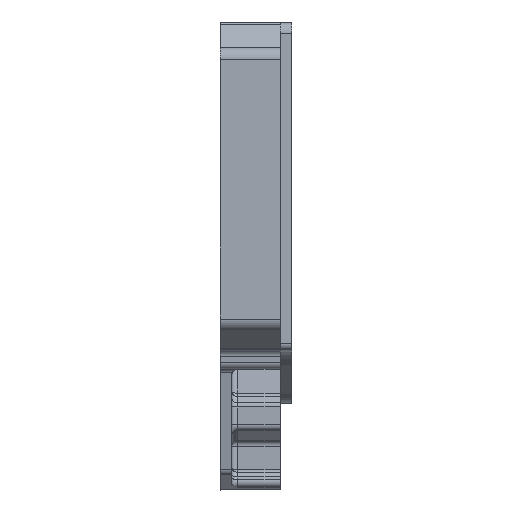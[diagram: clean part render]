
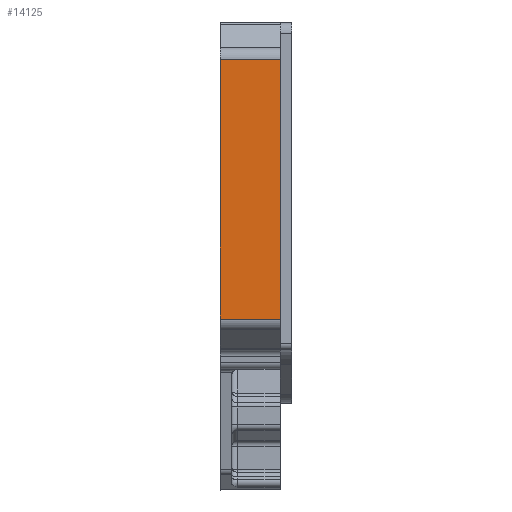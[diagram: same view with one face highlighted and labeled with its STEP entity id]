
A CAD part, front view. The second image highlights one B-rep face of the part: STEP entity #14125.
In plain terms, the highlighted planar face has unit normal (0, -1, 0).
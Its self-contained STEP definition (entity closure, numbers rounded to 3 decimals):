
#14099=AXIS2_PLACEMENT_3D('Plane Axis2P3D',#14096,#14097,#14098) ;
#6549=CARTESIAN_POINT('Vertex',(5.1,24.7,36.55)) ;
#6556=CARTESIAN_POINT('Vertex',(0.,24.7,36.55)) ;
#6559=CARTESIAN_POINT('Line Origine',(2.55,24.7,36.55)) ;
#6580=CARTESIAN_POINT('Vertex',(0.,24.7,14.5)) ;
#6596=CARTESIAN_POINT('Vertex',(5.1,24.7,14.5)) ;
#6599=CARTESIAN_POINT('Line Origine',(2.55,24.7,14.5)) ;
#14096=CARTESIAN_POINT('Axis2P3D Location',(0.,24.7,14.5)) ;
#14101=CARTESIAN_POINT('Line Origine',(0.,24.7,27.9)) ;
#14105=CARTESIAN_POINT('Vertex',(0.,24.7,19.25)) ;
#14108=CARTESIAN_POINT('Line Origine',(0.,24.7,16.875)) ;
#14113=CARTESIAN_POINT('Line Origine',(5.1,24.7,25.525)) ;
#6560=DIRECTION('Vector Direction',(1.,0.,0.)) ;
#6600=DIRECTION('Vector Direction',(1.,0.,0.)) ;
#14097=DIRECTION('Axis2P3D Direction',(0.,-1.,0.)) ;
#14098=DIRECTION('Axis2P3D XDirection',(0.,0.,1.)) ;
#14102=DIRECTION('Vector Direction',(0.,0.,-1.)) ;
#14109=DIRECTION('Vector Direction',(0.,0.,1.)) ;
#14114=DIRECTION('Vector Direction',(0.,0.,-1.)) ;
#6561=VECTOR('Line Direction',#6560,1.) ;
#6601=VECTOR('Line Direction',#6600,1.) ;
#14103=VECTOR('Line Direction',#14102,1.) ;
#14110=VECTOR('Line Direction',#14109,1.) ;
#14115=VECTOR('Line Direction',#14114,1.) ;
#14119=ORIENTED_EDGE('',*,*,#14107,.T.) ;
#14120=ORIENTED_EDGE('',*,*,#14112,.T.) ;
#14121=ORIENTED_EDGE('',*,*,#6603,.F.) ;
#14122=ORIENTED_EDGE('',*,*,#14117,.F.) ;
#14123=ORIENTED_EDGE('',*,*,#6563,.F.) ;
#14125=ADVANCED_FACE('KLTR_QVAR1.5N.1\\K\X2\00F6\X0\rper.6 ( *SOL1 - wsp *MASTER -  )',(#14124),#14100,.T.) ;
#6563=EDGE_CURVE('',#6557,#6550,#6562,.T.) ;
#6603=EDGE_CURVE('',#6597,#6581,#6602,.F.) ;
#14107=EDGE_CURVE('',#6557,#14106,#14104,.T.) ;
#14112=EDGE_CURVE('',#14106,#6581,#14111,.F.) ;
#14117=EDGE_CURVE('',#6550,#6597,#14116,.T.) ;
#14118=EDGE_LOOP('',(#14119,#14120,#14121,#14122,#14123)) ;
#14124=FACE_OUTER_BOUND('',#14118,.T.) ;
#6562=LINE('Line',#6559,#6561) ;
#6602=LINE('Line',#6599,#6601) ;
#14104=LINE('Line',#14101,#14103) ;
#14111=LINE('Line',#14108,#14110) ;
#14116=LINE('Line',#14113,#14115) ;
#14100=PLANE('',#14099) ;
#6550=VERTEX_POINT('',#6549) ;
#6557=VERTEX_POINT('',#6556) ;
#6581=VERTEX_POINT('',#6580) ;
#6597=VERTEX_POINT('',#6596) ;
#14106=VERTEX_POINT('',#14105) ;
